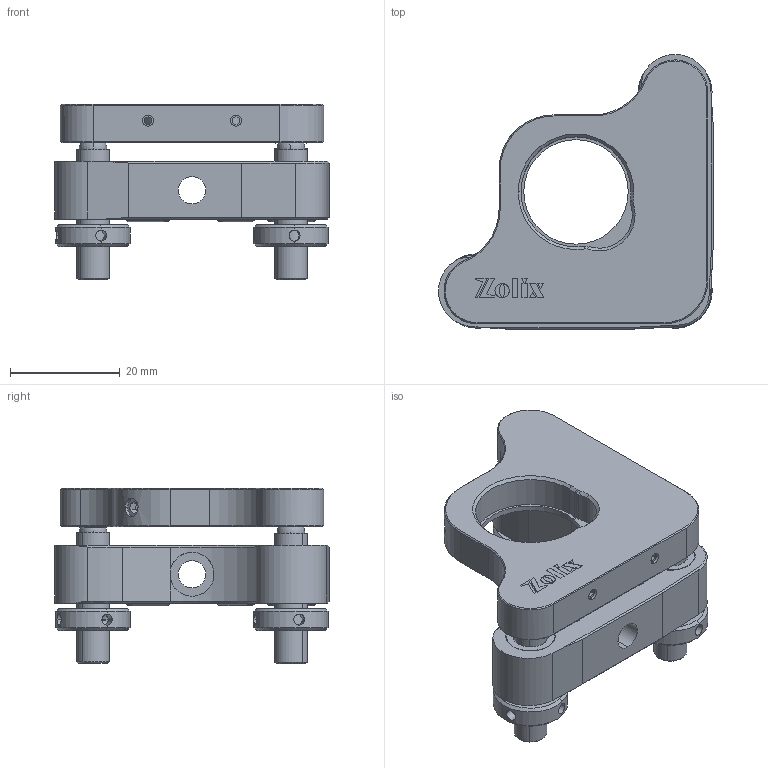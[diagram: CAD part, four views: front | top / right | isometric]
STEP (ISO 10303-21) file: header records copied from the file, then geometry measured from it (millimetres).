
FILE_DESCRIPTION (( 'STEP AP203' ), '1' );
FILE_NAME ('NMHS20-0.STEP', '2019-04-30T06:21:03', ( 'User' ), ( 'User' ), 'SwSTEP 2.0', 'SolidWorks 2016', '' );
FILE_SCHEMA (( 'CONFIG_CONTROL_DESIGN' ));
Length unit declared in the file: millimetre
Products named in the file (1): NMHS20-0
Bounding box: 50 x 50 x 31.94 mm (x, y, z)
Surface area: 13793.7 mm2 (no closed solid volume)
Topology: 0 solids, 35 shells, 431 faces, 1402 edges, 986 vertices
Faces by surface type: plane 179, cylinder 145, cone 101, sphere 6
Entity records: 16055 total; most frequent: CARTESIAN_POINT 3728, DIRECTION 2598, ORIENTED_EDGE 2267, EDGE_CURVE 1375, VERTEX_POINT 977, LINE 876, VECTOR 876, AXIS2_PLACEMENT_3D 861
